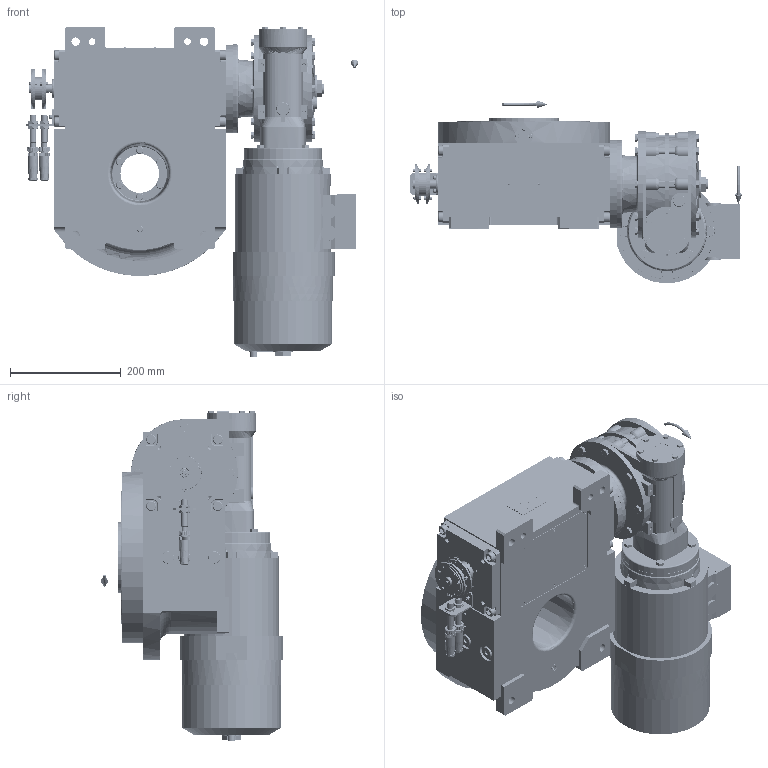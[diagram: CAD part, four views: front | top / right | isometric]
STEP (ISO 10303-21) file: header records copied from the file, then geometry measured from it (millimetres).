
FILE_DESCRIPTION (( 'STEP AP203' ), '1' );
FILE_NAME ('PC5201805.step', '2026-02-04T07:49:10', ( '' ), ( '' ), 'SwSTEP 2.0', 'SolidWorks 2020', '' );
FILE_SCHEMA (( 'CONFIG_CONTROL_DESIGN' ));
Length unit declared in the file: millimetre
Products named in the file (96): rig09_016; cfn2115_02_058; cfn2000_01_081; freccia_angolare; cfn2151_01_170; cfn2115_02_194; cfn2000_01_126; cfn2070_05_009; cfn2115_02_057; AS_900_00_00_005; CFN2223_02_004.stp; cfn2000_01_161; AS_rig09_071_6_m; AS_rig09_004; cfn2276_01_056; 900_38_10_028; AS_900_38_10_028; cfn2000_01_099; rig09_071_6_m.stp; cfn2003_01_054; CFN2010_01_020.stp; RMI85_F3_LCB_SX_90B14; cfn2055_01_002; rig09_002_bl_003; 900_00_00_005; AS_cfn2476_01_002_60x46; CFN2155_01_195.stp; rig09_003_6; olio_agip_blasia_150; AS_900_38_30_003; RIG09_005_ASM.stp; freccia_angolare_albero; cfn2128_04_002; cfn2151_01_115; AS_cfn2400_04_024; cfn2155_01_095; AS_rig09_002_bl_003; cfn2077_01_036; cfn2151_01_167; cfn2205_01_015 ...
Assembly tree (88 placements, depth 5):
  cfn2151_01_170
  cfn2115_02_057
  CFN2223_02_004.stp
  cfn2276_01_056
  CFN2010_01_020.stp
Bounding box: 599.5 x 329.31 x 597 mm (x, y, z)
Volume: 17763901.7 mm3; surface area: 1905336.2 mm2
Topology: 76 solids, 93 shells, 5938 faces, 14969 edges, 9519 vertices
Faces by surface type: plane 2814, cylinder 1905, cone 944, torus 226, bspline 45, sphere 4
Entity records: 174003 total; most frequent: CARTESIAN_POINT 48891, DIRECTION 23969, ORIENTED_EDGE 23968, EDGE_CURVE 11984, AXIS2_PLACEMENT_3D 8807, VERTEX_POINT 7693, VECTOR 6355, LINE 6355
